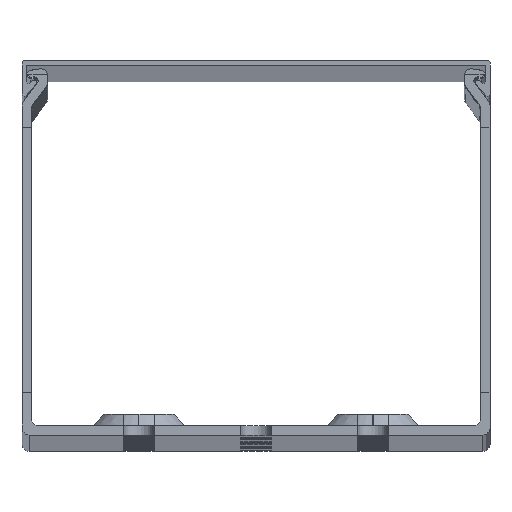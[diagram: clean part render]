
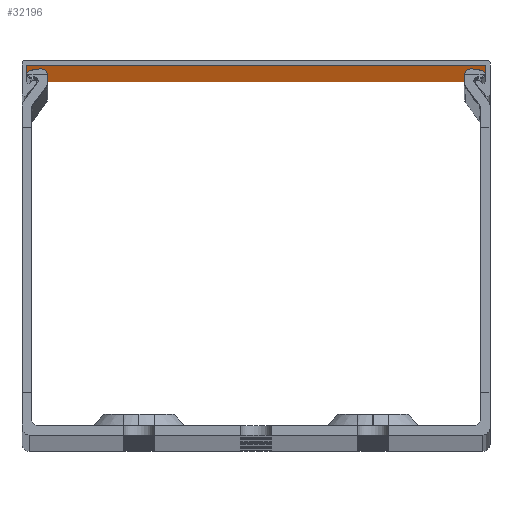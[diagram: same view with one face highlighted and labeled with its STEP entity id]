
A CAD part, top view. The second image highlights one B-rep face of the part: STEP entity #32196.
In plain terms, the highlighted planar face has unit normal (0, -1, 0).
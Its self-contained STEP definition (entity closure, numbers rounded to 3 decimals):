
#129 = LINE ( 'NONE', #4435, #37977 ) ;
#1077 = FACE_OUTER_BOUND ( 'NONE', #20310, .T. ) ;
#1799 = CARTESIAN_POINT ( 'NONE',  ( 49., 79., -1000. ) ) ;
#2979 = VECTOR ( 'NONE', #53191, 1000. ) ;
#4435 = CARTESIAN_POINT ( 'NONE',  ( -49., 79., 1000. ) ) ;
#7250 = VERTEX_POINT ( 'NONE', #16399 ) ;
#7632 = LINE ( 'NONE', #49197, #14524 ) ;
#14524 = VECTOR ( 'NONE', #52450, 1000. ) ;
#16399 = CARTESIAN_POINT ( 'NONE',  ( -49., 79., 1000. ) ) ;
#16606 = DIRECTION ( 'NONE',  ( -1., 0., 0. ) ) ;
#17293 = DIRECTION ( 'NONE',  ( 0., 0., 1. ) ) ;
#17678 = VERTEX_POINT ( 'NONE', #45002 ) ;
#19651 = EDGE_CURVE ( 'NONE', #22221, #53021, #7632, .T. ) ;
#20281 = CARTESIAN_POINT ( 'NONE',  ( -49., 79., 1100.352 ) ) ;
#20310 = EDGE_LOOP ( 'NONE', ( #26063, #34816, #29614, #45239 ) ) ;
#21502 = EDGE_CURVE ( 'NONE', #22221, #7250, #129, .T. ) ;
#22221 = VERTEX_POINT ( 'NONE', #36683 ) ;
#26063 = ORIENTED_EDGE ( 'NONE', *, *, #19651, .F. ) ;
#29614 = ORIENTED_EDGE ( 'NONE', *, *, #33743, .T. ) ;
#32196 = ADVANCED_FACE ( 'NONE', ( #1077 ), #37777, .F. ) ;
#33705 = AXIS2_PLACEMENT_3D ( 'NONE', #33986, #50474, #17293 ) ;
#33743 = EDGE_CURVE ( 'NONE', #7250, #17678, #40775, .T. ) ;
#33986 = CARTESIAN_POINT ( 'NONE',  ( -49., 79., 1100.352 ) ) ;
#34816 = ORIENTED_EDGE ( 'NONE', *, *, #21502, .T. ) ;
#36016 = CARTESIAN_POINT ( 'NONE',  ( -49., 79., -1000. ) ) ;
#36683 = CARTESIAN_POINT ( 'NONE',  ( 49., 79., 1000. ) ) ;
#37777 = PLANE ( 'NONE',  #33705 ) ;
#37977 = VECTOR ( 'NONE', #16606, 1000. ) ;
#40088 = DIRECTION ( 'NONE',  ( 1., 0., 0. ) ) ;
#40616 = LINE ( 'NONE', #36016, #40780 ) ;
#40775 = LINE ( 'NONE', #20281, #2979 ) ;
#40780 = VECTOR ( 'NONE', #40088, 1000. ) ;
#43224 = EDGE_CURVE ( 'NONE', #17678, #53021, #40616, .T. ) ;
#45002 = CARTESIAN_POINT ( 'NONE',  ( -49., 79., -1000. ) ) ;
#45239 = ORIENTED_EDGE ( 'NONE', *, *, #43224, .T. ) ;
#49197 = CARTESIAN_POINT ( 'NONE',  ( 49., 79., 1100.352 ) ) ;
#50474 = DIRECTION ( 'NONE',  ( 0., 1., 0. ) ) ;
#52450 = DIRECTION ( 'NONE',  ( 0., 0., -1. ) ) ;
#53021 = VERTEX_POINT ( 'NONE', #1799 ) ;
#53191 = DIRECTION ( 'NONE',  ( 0., 0., -1. ) ) ;
